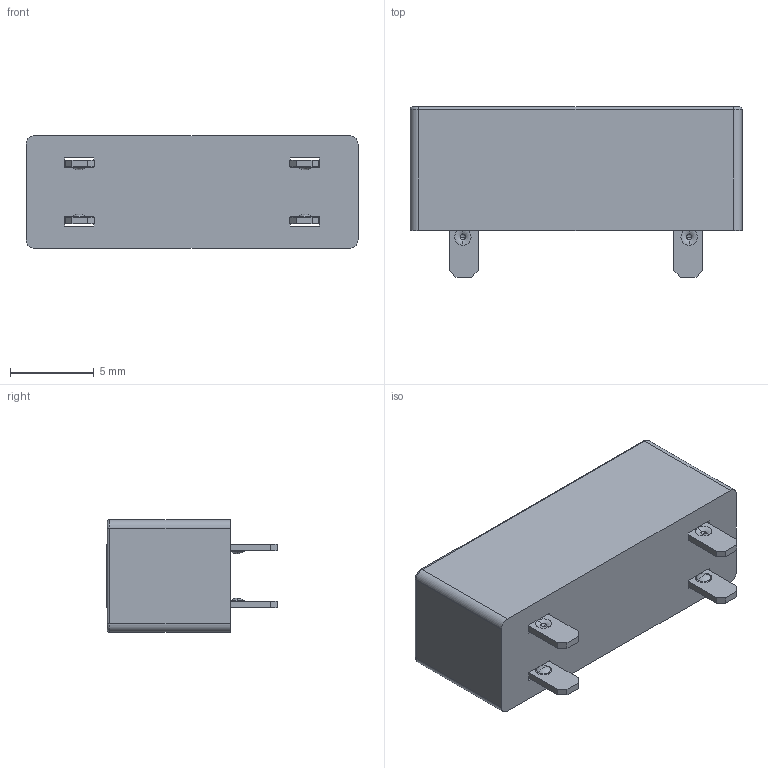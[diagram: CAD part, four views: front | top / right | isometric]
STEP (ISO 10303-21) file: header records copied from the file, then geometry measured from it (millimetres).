
FILE_DESCRIPTION (( 'STEP AP214' ), '1' );
FILE_NAME ('3557-2.STEP', '2015-02-24T16:46:33', ( '' ), ( '' ), 'SwSTEP 2.0', 'SolidWorks 2013', '' );
FILE_SCHEMA (( 'AUTOMOTIVE_DESIGN' ));
Length unit declared in the file: inch
Products named in the file (1): 3557-2
Bounding box: 19.81 x 10.16 x 6.73 mm (x, y, z)
Volume: 640.7 mm3; surface area: 1447.5 mm2
Topology: 3 solids, 3 shells, 285 faces, 728 edges, 456 vertices
Faces by surface type: plane 207, cylinder 42, torus 20, sphere 16
Entity records: 12271 total; most frequent: CARTESIAN_POINT 1494, DIRECTION 1460, ORIENTED_EDGE 1456, EDGE_CURVE 728, LINE 552, VECTOR 552, VERTEX_POINT 456, AXIS2_PLACEMENT_3D 454
